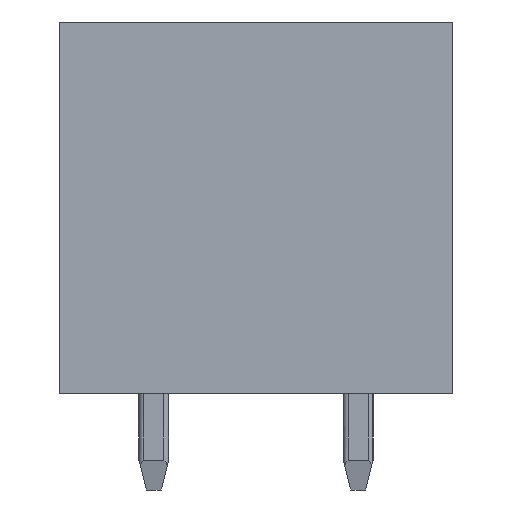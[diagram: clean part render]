
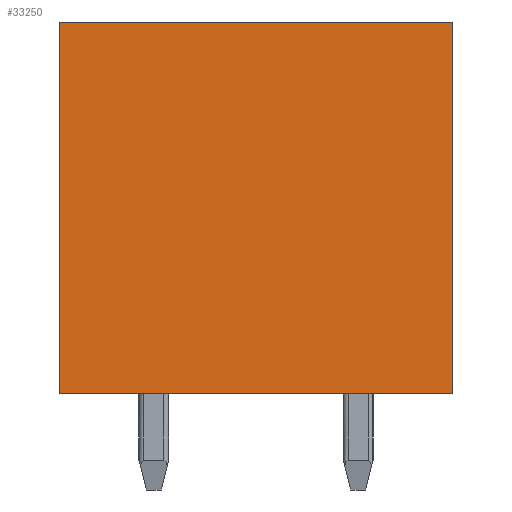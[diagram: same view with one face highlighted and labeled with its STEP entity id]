
A CAD part, left-side view. The second image highlights one B-rep face of the part: STEP entity #33250.
In plain terms, the highlighted planar face has unit normal (-1, 0, 0).
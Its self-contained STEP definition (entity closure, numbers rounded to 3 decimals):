
#2641=DIRECTION('',(0.,0.,-1.));
#2642=VECTOR('',#2641,10.);
#2643=CARTESIAN_POINT('',(-77.8,-5.3,3.7));
#2644=LINE('',#2643,#2642);
#2645=DIRECTION('',(0.,1.,0.));
#2646=VECTOR('',#2645,10.6);
#2647=CARTESIAN_POINT('',(-77.8,-5.3,-6.3));
#2648=LINE('',#2647,#2646);
#2649=DIRECTION('',(0.,0.,1.));
#2650=VECTOR('',#2649,10.);
#2651=CARTESIAN_POINT('',(-77.8,5.3,-6.3));
#2652=LINE('',#2651,#2650);
#2653=DIRECTION('',(0.,-1.,0.));
#2654=VECTOR('',#2653,10.6);
#2655=CARTESIAN_POINT('',(-77.8,5.3,3.7));
#2656=LINE('',#2655,#2654);
#24489=CARTESIAN_POINT('',(-77.8,-5.3,3.7));
#24490=CARTESIAN_POINT('',(-77.8,-5.3,-6.3));
#24491=VERTEX_POINT('',#24489);
#24492=VERTEX_POINT('',#24490);
#24493=CARTESIAN_POINT('',(-77.8,5.3,-6.3));
#24494=VERTEX_POINT('',#24493);
#24495=CARTESIAN_POINT('',(-77.8,5.3,3.7));
#24496=VERTEX_POINT('',#24495);
#33239=CARTESIAN_POINT('',(-77.8,0.,0.));
#33240=DIRECTION('',(1.,0.,0.));
#33241=DIRECTION('',(0.,-1.,0.));
#33242=AXIS2_PLACEMENT_3D('',#33239,#33240,#33241);
#33243=PLANE('',#33242);
#33244=ORIENTED_EDGE('',*,*,#31013,.T.);
#33245=ORIENTED_EDGE('',*,*,#31028,.T.);
#33246=ORIENTED_EDGE('',*,*,#31834,.T.);
#33247=ORIENTED_EDGE('',*,*,#31847,.T.);
#33248=EDGE_LOOP('',(#33244,#33245,#33246,#33247));
#33249=FACE_OUTER_BOUND('',#33248,.F.);
#33250=ADVANCED_FACE('',(#33249),#33243,.F.);
#31013=EDGE_CURVE('',#24491,#24492,#2644,.T.);
#31028=EDGE_CURVE('',#24492,#24494,#2648,.T.);
#31834=EDGE_CURVE('',#24494,#24496,#2652,.T.);
#31847=EDGE_CURVE('',#24496,#24491,#2656,.T.);
